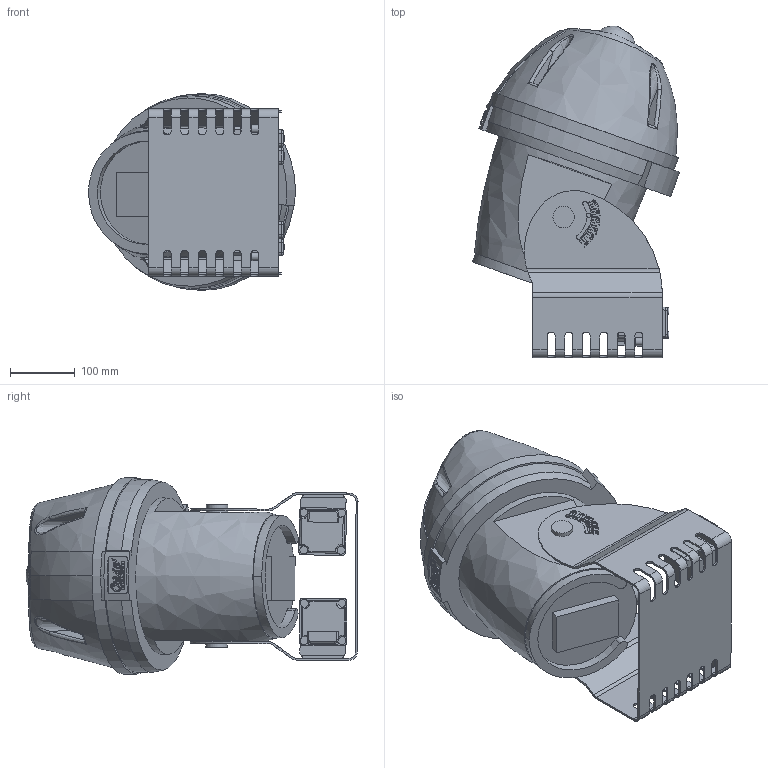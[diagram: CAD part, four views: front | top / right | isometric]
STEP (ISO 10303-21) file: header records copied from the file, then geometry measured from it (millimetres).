
FILE_DESCRIPTION(/* description */ (''),/* implementation_level */ '2;1');
FILE_NAME(/* name */ '50345_jumpuing_jet_überprüft.stp',/* time_stamp */ '2014-09-12T11:28:09+02:00',/* author */ ('guzb562'),/* organization */ (''),/* preprocessor_version */ 'ST-DEVELOPER v15.2',/* originating_system */ 'Autodesk Inventor 2014',/* authorisation */ '');
FILE_SCHEMA (('AUTOMOTIVE_DESIGN { 1 0 10303 214 3 1 1 }'));
Length unit declared in the file: millimetre
Products named in the file (5): Jumping_unterteil_selber gezeichnet; neue Box; neue Box_2; 29569_haube; 50345_jumpuing_jet
Bounding box: 319.11 x 512.1 x 303.68 mm (x, y, z)
Volume: 19087277.8 mm3; surface area: 797213.6 mm2
Topology: 5 solids, 5 shells, 1366 faces, 3703 edges, 2412 vertices
Faces by surface type: plane 953, cylinder 258, bspline 110, torus 36, cone 8, sphere 1
Full cylindrical faces by diameter (mm): 6 x4, 6.617 x2, 9.213 x8, 9.761 x4, 9.81 x4, 22.995 x1, 26.211 x1, 33 x4, 33.2 x1, 33.541 x1, 38.321 x1, 296.731 x1
Entity records: 48563 total; most frequent: CARTESIAN_POINT 14299, ORIENTED_EDGE 7280, DIRECTION 6508, EDGE_CURVE 3640, LINE 2756, VECTOR 2756, VERTEX_POINT 2399, AXIS2_PLACEMENT_3D 1876
